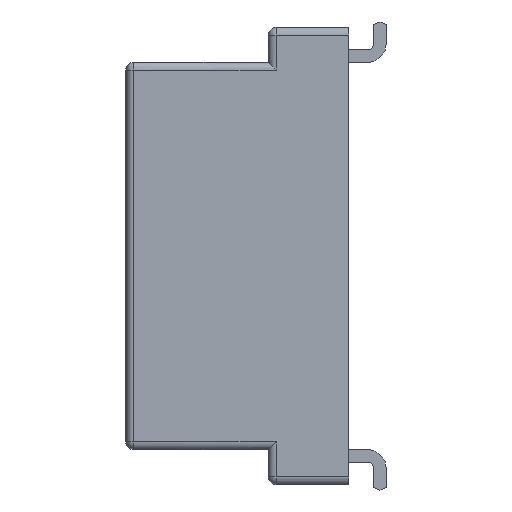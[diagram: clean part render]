
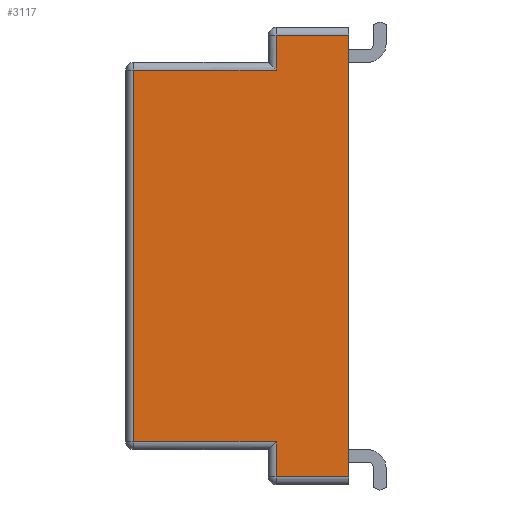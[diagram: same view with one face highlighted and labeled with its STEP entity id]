
A CAD part, left-side view. The second image highlights one B-rep face of the part: STEP entity #3117.
In plain terms, the highlighted planar face has unit normal (-1, 0, 0).
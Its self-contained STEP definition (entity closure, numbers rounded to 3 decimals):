
#6 = VERTEX_POINT ( 'NONE', #1239 ) ;
#25 = ORIENTED_EDGE ( 'NONE', *, *, #5887, .T. ) ;
#38 = DIRECTION ( 'NONE',  ( 0., 0., -1. ) ) ;
#137 = DIRECTION ( 'NONE',  ( 0., 0., 1. ) ) ;
#269 = EDGE_CURVE ( 'NONE', #837, #1309, #963, .T. ) ;
#348 = CARTESIAN_POINT ( 'NONE',  ( -8.55, 2.6, 7.125 ) ) ;
#384 = LINE ( 'NONE', #348, #5852 ) ;
#429 = CARTESIAN_POINT ( 'NONE',  ( -8.55, 2.35, -7.125 ) ) ;
#492 = VERTEX_POINT ( 'NONE', #429 ) ;
#680 = EDGE_CURVE ( 'NONE', #492, #6229, #3599, .T. ) ;
#705 = CARTESIAN_POINT ( 'NONE',  ( -8.55, 2.35, -6. ) ) ;
#837 = VERTEX_POINT ( 'NONE', #4358 ) ;
#963 = LINE ( 'NONE', #3924, #6428 ) ;
#1153 = CARTESIAN_POINT ( 'NONE',  ( -8.55, 2.6, 6. ) ) ;
#1239 = CARTESIAN_POINT ( 'NONE',  ( -8.55, 0., 7.125 ) ) ;
#1309 = VERTEX_POINT ( 'NONE', #3884 ) ;
#1341 = VERTEX_POINT ( 'NONE', #2845 ) ;
#1502 = ORIENTED_EDGE ( 'NONE', *, *, #2589, .T. ) ;
#1579 = PLANE ( 'NONE',  #6288 ) ;
#1670 = CARTESIAN_POINT ( 'NONE',  ( -8.55, 6.95, 7.375 ) ) ;
#2038 = ORIENTED_EDGE ( 'NONE', *, *, #3781, .T. ) ;
#2124 = ORIENTED_EDGE ( 'NONE', *, *, #5185, .T. ) ;
#2589 = EDGE_CURVE ( 'NONE', #1309, #6153, #5733, .T. ) ;
#2642 = CARTESIAN_POINT ( 'NONE',  ( -8.55, 2.6, 7.375 ) ) ;
#2661 = DIRECTION ( 'NONE',  ( 0., -1., 0. ) ) ;
#2670 = VERTEX_POINT ( 'NONE', #705 ) ;
#2753 = CARTESIAN_POINT ( 'NONE',  ( -8.55, 0., 7.375 ) ) ;
#2778 = VECTOR ( 'NONE', #6054, 1000. ) ;
#2831 = LINE ( 'NONE', #3968, #3915 ) ;
#2845 = CARTESIAN_POINT ( 'NONE',  ( -8.55, 6.95, -6. ) ) ;
#2861 = CARTESIAN_POINT ( 'NONE',  ( -8.55, 2.35, 7.375 ) ) ;
#2954 = LINE ( 'NONE', #2861, #2778 ) ;
#3117 = ADVANCED_FACE ( 'NONE', ( #6141 ), #1579, .F. ) ;
#3182 = DIRECTION ( 'NONE',  ( 1., 0., 0. ) ) ;
#3464 = EDGE_LOOP ( 'NONE', ( #3810, #2038, #5474, #25, #2124, #5228, #1502, #3818 ) ) ;
#3528 = CARTESIAN_POINT ( 'NONE',  ( -8.55, 0., -7.125 ) ) ;
#3599 = LINE ( 'NONE', #3745, #6420 ) ;
#3627 = EDGE_CURVE ( 'NONE', #6153, #1341, #5213, .T. ) ;
#3745 = CARTESIAN_POINT ( 'NONE',  ( -8.55, 2.6, -7.125 ) ) ;
#3781 = EDGE_CURVE ( 'NONE', #2670, #492, #2954, .T. ) ;
#3785 = VECTOR ( 'NONE', #5405, 1000. ) ;
#3810 = ORIENTED_EDGE ( 'NONE', *, *, #6126, .T. ) ;
#3818 = ORIENTED_EDGE ( 'NONE', *, *, #3627, .T. ) ;
#3851 = DIRECTION ( 'NONE',  ( 0., 0., -1. ) ) ;
#3884 = CARTESIAN_POINT ( 'NONE',  ( -8.55, 2.35, 6. ) ) ;
#3915 = VECTOR ( 'NONE', #6121, 1000. ) ;
#3924 = CARTESIAN_POINT ( 'NONE',  ( -8.55, 2.35, 7.375 ) ) ;
#3968 = CARTESIAN_POINT ( 'NONE',  ( -8.55, 2.6, -6. ) ) ;
#4358 = CARTESIAN_POINT ( 'NONE',  ( -8.55, 2.35, 7.125 ) ) ;
#4877 = DIRECTION ( 'NONE',  ( 0., 1., 0. ) ) ;
#5078 = CARTESIAN_POINT ( 'NONE',  ( -8.55, 6.95, 6. ) ) ;
#5106 = VECTOR ( 'NONE', #137, 1000. ) ;
#5132 = DIRECTION ( 'NONE',  ( 0., 1., 0. ) ) ;
#5185 = EDGE_CURVE ( 'NONE', #6, #837, #384, .T. ) ;
#5213 = LINE ( 'NONE', #1670, #3785 ) ;
#5228 = ORIENTED_EDGE ( 'NONE', *, *, #269, .T. ) ;
#5405 = DIRECTION ( 'NONE',  ( 0., 0., -1. ) ) ;
#5474 = ORIENTED_EDGE ( 'NONE', *, *, #680, .T. ) ;
#5733 = LINE ( 'NONE', #1153, #5891 ) ;
#5852 = VECTOR ( 'NONE', #5132, 1000. ) ;
#5887 = EDGE_CURVE ( 'NONE', #6229, #6, #6662, .T. ) ;
#5891 = VECTOR ( 'NONE', #4877, 1000. ) ;
#6054 = DIRECTION ( 'NONE',  ( 0., 0., -1. ) ) ;
#6121 = DIRECTION ( 'NONE',  ( 0., -1., 0. ) ) ;
#6126 = EDGE_CURVE ( 'NONE', #1341, #2670, #2831, .T. ) ;
#6141 = FACE_OUTER_BOUND ( 'NONE', #3464, .T. ) ;
#6153 = VERTEX_POINT ( 'NONE', #5078 ) ;
#6229 = VERTEX_POINT ( 'NONE', #3528 ) ;
#6288 = AXIS2_PLACEMENT_3D ( 'NONE', #2642, #3182, #38 ) ;
#6420 = VECTOR ( 'NONE', #2661, 1000. ) ;
#6428 = VECTOR ( 'NONE', #3851, 1000. ) ;
#6662 = LINE ( 'NONE', #2753, #5106 ) ;
